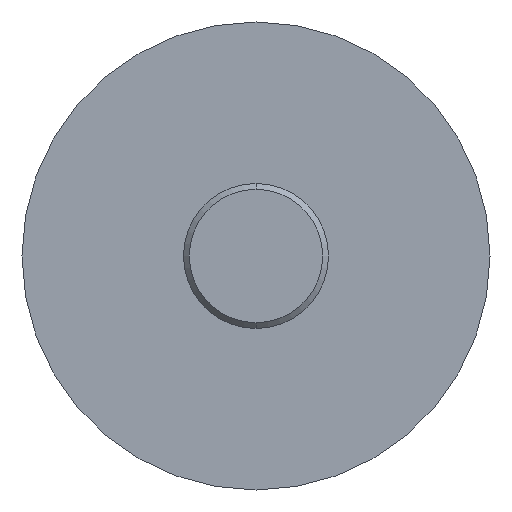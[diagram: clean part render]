
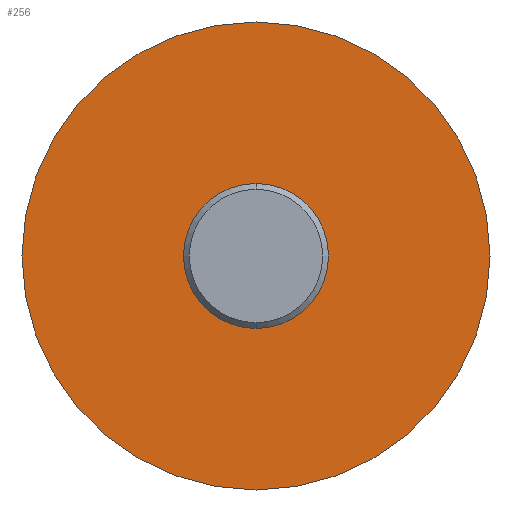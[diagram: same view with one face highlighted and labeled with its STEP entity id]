
A CAD part, front view. The second image highlights one B-rep face of the part: STEP entity #256.
In plain terms, the highlighted planar face has unit normal (0, -1, 0).
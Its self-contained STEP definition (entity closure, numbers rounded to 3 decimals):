
#5 = CARTESIAN_POINT ( 'NONE',  ( 0., -28., 0. ) ) ;
#29 = AXIS2_PLACEMENT_3D ( 'NONE', #5, #341, #611 ) ;
#47 = ORIENTED_EDGE ( 'NONE', *, *, #189, .T. ) ;
#70 = CARTESIAN_POINT ( 'NONE',  ( 0., -28., 2.6 ) ) ;
#86 = FACE_OUTER_BOUND ( 'NONE', #374, .T. ) ;
#102 = CIRCLE ( 'NONE', #373, 2.6 ) ;
#108 = CARTESIAN_POINT ( 'NONE',  ( -3.1, -28., 0. ) ) ;
#120 = CARTESIAN_POINT ( 'NONE',  ( 0., -28., 0. ) ) ;
#131 = DIRECTION ( 'NONE',  ( 0., 0., -1. ) ) ;
#133 = EDGE_CURVE ( 'NONE', #319, #527, #574, .T. ) ;
#163 = DIRECTION ( 'NONE',  ( 0., 0., -1. ) ) ;
#189 = EDGE_CURVE ( 'NONE', #433, #558, #697, .T. ) ;
#223 = AXIS2_PLACEMENT_3D ( 'NONE', #108, #343, #612 ) ;
#256 = ADVANCED_FACE ( 'NONE', ( #86, #492 ), #453, .F. ) ;
#283 = ORIENTED_EDGE ( 'NONE', *, *, #133, .F. ) ;
#319 = VERTEX_POINT ( 'NONE', #503 ) ;
#325 = CIRCLE ( 'NONE', #336, 10. ) ;
#336 = AXIS2_PLACEMENT_3D ( 'NONE', #120, #513, #678 ) ;
#339 = DIRECTION ( 'NONE',  ( 0., -1., 0. ) ) ;
#341 = DIRECTION ( 'NONE',  ( 0., -1., 0. ) ) ;
#343 = DIRECTION ( 'NONE',  ( 0., 1., 0. ) ) ;
#345 = CARTESIAN_POINT ( 'NONE',  ( 0., -28., 10. ) ) ;
#373 = AXIS2_PLACEMENT_3D ( 'NONE', #473, #628, #131 ) ;
#374 = EDGE_LOOP ( 'NONE', ( #577, #47 ) ) ;
#415 = EDGE_CURVE ( 'NONE', #558, #433, #325, .T. ) ;
#419 = AXIS2_PLACEMENT_3D ( 'NONE', #498, #339, #163 ) ;
#433 = VERTEX_POINT ( 'NONE', #345 ) ;
#453 = PLANE ( 'NONE',  #223 ) ;
#454 = EDGE_LOOP ( 'NONE', ( #283, #637 ) ) ;
#473 = CARTESIAN_POINT ( 'NONE',  ( 0., -28., 0. ) ) ;
#484 = CARTESIAN_POINT ( 'NONE',  ( 0., -28., -10. ) ) ;
#492 = FACE_BOUND ( 'NONE', #454, .T. ) ;
#498 = CARTESIAN_POINT ( 'NONE',  ( 0., -28., 0. ) ) ;
#503 = CARTESIAN_POINT ( 'NONE',  ( 0., -28., -2.6 ) ) ;
#513 = DIRECTION ( 'NONE',  ( 0., -1., 0. ) ) ;
#527 = VERTEX_POINT ( 'NONE', #70 ) ;
#558 = VERTEX_POINT ( 'NONE', #484 ) ;
#574 = CIRCLE ( 'NONE', #419, 2.6 ) ;
#577 = ORIENTED_EDGE ( 'NONE', *, *, #415, .T. ) ;
#611 = DIRECTION ( 'NONE',  ( 0., 0., -1. ) ) ;
#612 = DIRECTION ( 'NONE',  ( 0., 0., 1. ) ) ;
#628 = DIRECTION ( 'NONE',  ( 0., -1., 0. ) ) ;
#629 = EDGE_CURVE ( 'NONE', #527, #319, #102, .T. ) ;
#637 = ORIENTED_EDGE ( 'NONE', *, *, #629, .F. ) ;
#678 = DIRECTION ( 'NONE',  ( 0., 0., -1. ) ) ;
#697 = CIRCLE ( 'NONE', #29, 10. ) ;
